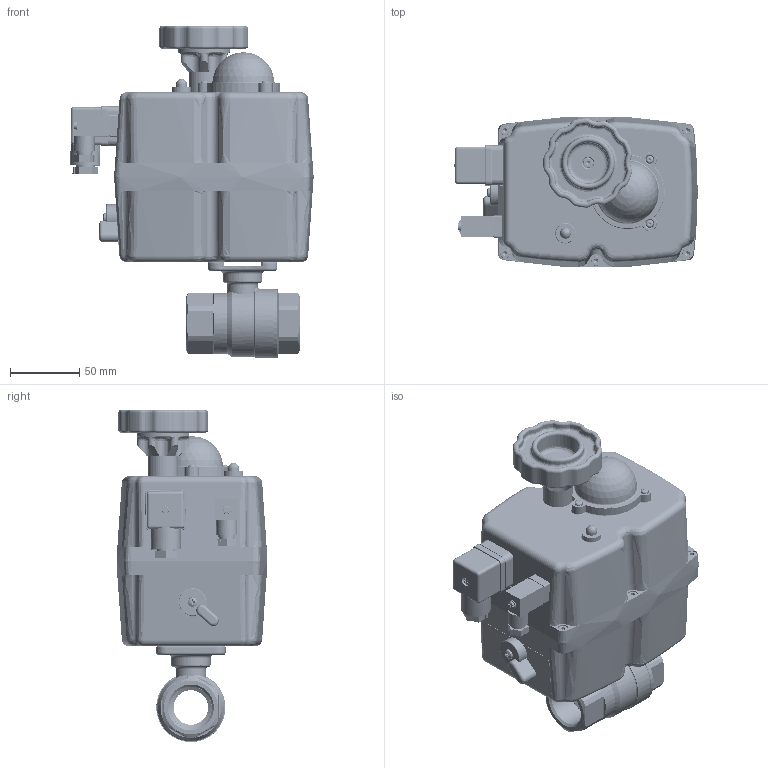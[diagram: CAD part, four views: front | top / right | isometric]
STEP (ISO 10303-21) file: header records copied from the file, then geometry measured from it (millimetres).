
FILE_DESCRIPTION (( 'STEP AP214' ), '1' );
FILE_NAME ('KH113-1-Zoll-DN25-PN63-Elektrischer-J4C-S20-Schwenkantrieb-24V-230V-240V-Fergo.STEP', '2022-10-24T11:23:22', ( '' ), ( '' ), 'SwSTEP 2.0', 'SolidWorks 2022', '' );
FILE_SCHEMA (( 'AUTOMOTIVE_DESIGN' ));
Length unit declared in the file: millimetre
Products named in the file (3): KH113-1-Zoll-DN25-PN63-Elektrischer-J4C-S20-Schwenkantrieb-24V-230V-240V-Fergo; J&J S-20+35; KH113-1-Zoll-DN25-PN63-FW_Standard
Assembly tree (2 placements, depth 2):
  KH113-1-Zoll-DN25-PN63-Elektrischer-J4C-S20-Schwenkantrieb-24V-230V-240V-Fergo
    J&J S-20+35
    KH113-1-Zoll-DN25-PN63-FW_Standard
Bounding box: 176.14 x 108.76 x 240.4 mm (x, y, z)
Volume: 504921.2 mm3; surface area: 306507 mm2
Topology: 56 solids, 61 shells, 5194 faces, 12866 edges, 7865 vertices
Faces by surface type: cylinder 1719, plane 1217, cone 1174, torus 625, bspline 329, sphere 130
Entity records: 202037 total; most frequent: CARTESIAN_POINT 78795, DIRECTION 26600, ORIENTED_EDGE 25450, EDGE_CURVE 12732, AXIS2_PLACEMENT_3D 10784, VERTEX_POINT 7859, CIRCLE 5913, EDGE_LOOP 5572
